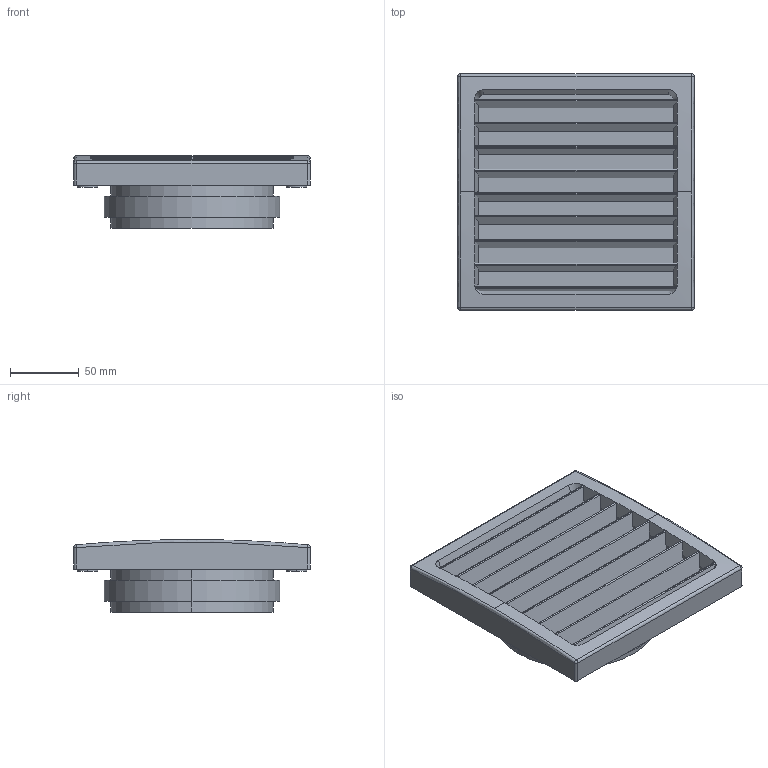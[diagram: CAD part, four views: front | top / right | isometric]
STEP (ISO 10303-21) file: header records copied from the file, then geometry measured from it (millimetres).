
FILE_DESCRIPTION (( 'STEP AP214' ), '1' );
FILE_NAME ('SG 120.STEP', '2020-06-03T08:33:02', ( '' ), ( '' ), 'SwSTEP 2.0', 'SolidWorks 2017', '' );
FILE_SCHEMA (( 'AUTOMOTIVE_DESIGN' ));
Length unit declared in the file: millimetre
Products named in the file (1): SG 120
Bounding box: 172 x 172 x 53 mm (x, y, z)
Volume: 330170.8 mm3; surface area: 150079.6 mm2
Topology: 1 solids, 1 shells, 175 faces, 428 edges, 265 vertices
Faces by surface type: cylinder 73, plane 71, cone 19, bspline 6, sphere 4, torus 2
Entity records: 6237 total; most frequent: CARTESIAN_POINT 2259, ORIENTED_EDGE 848, DIRECTION 777, EDGE_CURVE 424, AXIS2_PLACEMENT_3D 301, VERTEX_POINT 265, EDGE_LOOP 189, FACE_OUTER_BOUND 175
